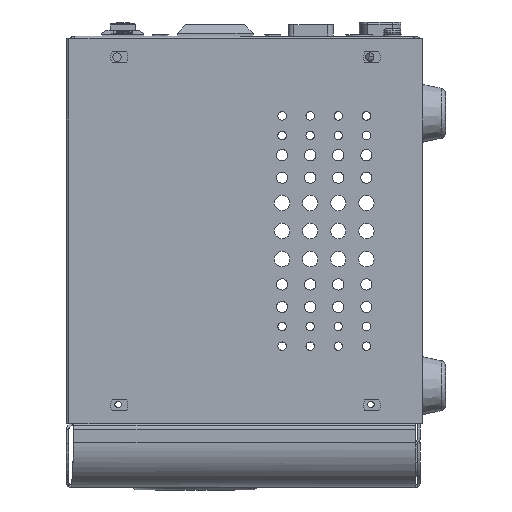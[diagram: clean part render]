
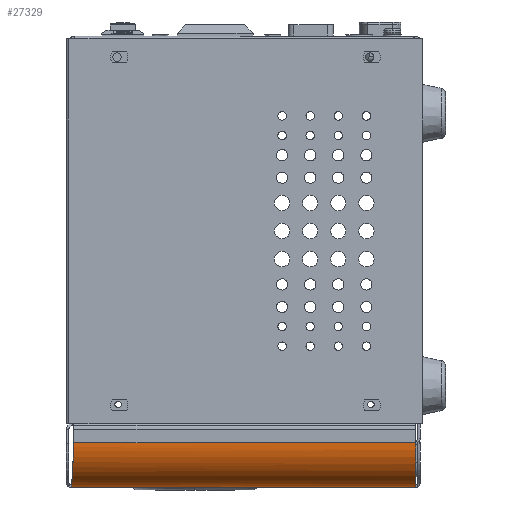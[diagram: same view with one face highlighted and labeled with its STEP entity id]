
A CAD part, left-side view. The second image highlights one B-rep face of the part: STEP entity #27329.
In plain terms, the highlighted cylindrical face has radius 15.9 mm (diameter 31.8 mm), a partial arc.
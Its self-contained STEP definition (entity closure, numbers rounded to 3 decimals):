
#990 = DIRECTION ( 'NONE',  ( 0., 0., -1. ) ) ;
#1336 = AXIS2_PLACEMENT_3D ( 'NONE', #21682, #38450, #22497 ) ;
#4604 = AXIS2_PLACEMENT_3D ( 'NONE', #17728, #22950, #39742 ) ;
#4656 = EDGE_CURVE ( 'NONE', #48682, #46438, #12178, .T. ) ;
#5537 = CARTESIAN_POINT ( 'NONE',  ( 182.871, -26.177, -3.185 ) ) ;
#8431 = FACE_OUTER_BOUND ( 'NONE', #49944, .T. ) ;
#10130 = DIRECTION ( 'NONE',  ( 0., -1., 0. ) ) ;
#12178 = LINE ( 'NONE', #53475, #47609 ) ;
#12280 = CYLINDRICAL_SURFACE ( 'NONE', #4604, 15.9 ) ;
#13927 = CARTESIAN_POINT ( 'NONE',  ( 173.1, -148.49, -15.9 ) ) ;
#14199 = ORIENTED_EDGE ( 'NONE', *, *, #52906, .F. ) ;
#14335 = CARTESIAN_POINT ( 'NONE',  ( 181.108, -26.093, -2.007 ) ) ;
#14598 = CARTESIAN_POINT ( 'NONE',  ( 189., -26.76, -15.9 ) ) ;
#14984 = ORIENTED_EDGE ( 'NONE', *, *, #39187, .F. ) ;
#15251 = VERTEX_POINT ( 'NONE', #34743 ) ;
#16403 = ORIENTED_EDGE ( 'NONE', *, *, #17684, .F. ) ;
#17684 = EDGE_CURVE ( 'NONE', #15251, #35345, #38748, .T. ) ;
#17728 = CARTESIAN_POINT ( 'NONE',  ( 173.1, -148.49, -15.9 ) ) ;
#18327 = CARTESIAN_POINT ( 'NONE',  ( 173.1, -25.76, 0. ) ) ;
#21682 = CARTESIAN_POINT ( 'NONE',  ( 173.1, -148.49, -15.9 ) ) ;
#21770 = CARTESIAN_POINT ( 'NONE',  ( 174., -148.49, -0.025 ) ) ;
#22316 = CARTESIAN_POINT ( 'NONE',  ( 188.586, -26.593, -11.738 ) ) ;
#22497 = DIRECTION ( 'NONE',  ( 0., 0., -1. ) ) ;
#22950 = DIRECTION ( 'NONE',  ( 0., -1., 0. ) ) ;
#24269 = VERTEX_POINT ( 'NONE', #21770 ) ;
#26290 = DIRECTION ( 'NONE',  ( 0., -1., 0. ) ) ;
#26432 = CARTESIAN_POINT ( 'NONE',  ( 173.1, -25.76, 0. ) ) ;
#27329 = ADVANCED_FACE ( 'NONE', ( #8431 ), #12280, .T. ) ;
#28942 = DIRECTION ( 'NONE',  ( 0., 1., 0. ) ) ;
#31113 = CARTESIAN_POINT ( 'NONE',  ( 186.993, -26.427, -7.892 ) ) ;
#31843 = CARTESIAN_POINT ( 'NONE',  ( 189., -148.49, -15.9 ) ) ;
#33282 = B_SPLINE_CURVE_WITH_KNOTS ( 'NONE', 3,
 ( #26432, #39081, #43206, #14335, #5537, #47096, #31113, #22316, #47901, #14598 ),
 .UNSPECIFIED., .F., .F.,
 ( 4, 2, 2, 2, 4 ),
 ( 0., 0.25, 0.5, 0.75, 1. ),
 .UNSPECIFIED. ) ;
#34043 = AXIS2_PLACEMENT_3D ( 'NONE', #13927, #26290, #990 ) ;
#34368 = CARTESIAN_POINT ( 'NONE',  ( 173.1, -148.49, 0. ) ) ;
#34626 = CARTESIAN_POINT ( 'NONE',  ( 189., 0., -15.9 ) ) ;
#34743 = CARTESIAN_POINT ( 'NONE',  ( 189., -26.76, -15.9 ) ) ;
#35345 = VERTEX_POINT ( 'NONE', #31843 ) ;
#36539 = VECTOR ( 'NONE', #10130, 1000. ) ;
#38450 = DIRECTION ( 'NONE',  ( 0., -1., 0. ) ) ;
#38748 = LINE ( 'NONE', #34626, #36539 ) ;
#39081 = CARTESIAN_POINT ( 'NONE',  ( 175.181, -25.843, 0. ) ) ;
#39187 = EDGE_CURVE ( 'NONE', #24269, #48682, #51437, .T. ) ;
#39742 = DIRECTION ( 'NONE',  ( 1., 0., 0. ) ) ;
#43206 = CARTESIAN_POINT ( 'NONE',  ( 177.262, -25.927, -0.414 ) ) ;
#44612 = CIRCLE ( 'NONE', #34043, 15.9 ) ;
#45307 = ORIENTED_EDGE ( 'NONE', *, *, #53160, .F. ) ;
#46438 = VERTEX_POINT ( 'NONE', #18327 ) ;
#47096 = CARTESIAN_POINT ( 'NONE',  ( 185.815, -26.343, -6.129 ) ) ;
#47115 = ORIENTED_EDGE ( 'NONE', *, *, #4656, .F. ) ;
#47609 = VECTOR ( 'NONE', #28942, 1000. ) ;
#47901 = CARTESIAN_POINT ( 'NONE',  ( 189., -26.677, -13.819 ) ) ;
#48682 = VERTEX_POINT ( 'NONE', #34368 ) ;
#49944 = EDGE_LOOP ( 'NONE', ( #47115, #14984, #14199, #16403, #45307 ) ) ;
#51437 = CIRCLE ( 'NONE', #1336, 15.9 ) ;
#52906 = EDGE_CURVE ( 'NONE', #35345, #24269, #44612, .T. ) ;
#53160 = EDGE_CURVE ( 'NONE', #46438, #15251, #33282, .T. ) ;
#53475 = CARTESIAN_POINT ( 'NONE',  ( 173.1, -148.49, 0. ) ) ;
